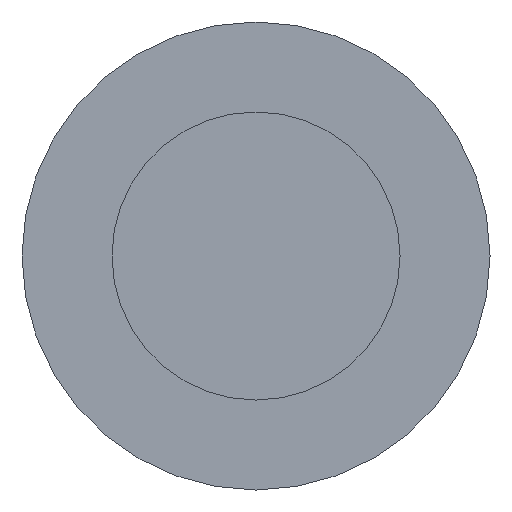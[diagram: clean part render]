
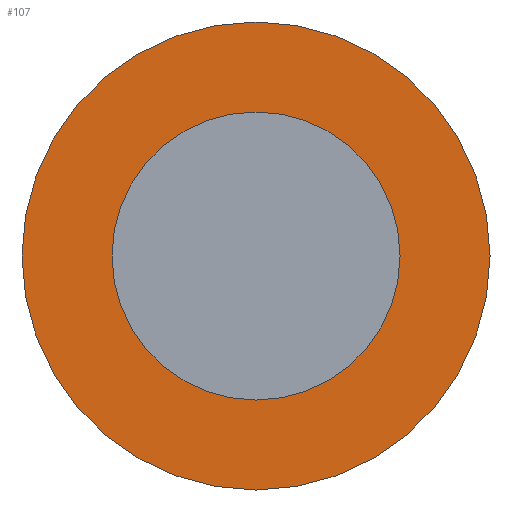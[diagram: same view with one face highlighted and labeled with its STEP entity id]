
A CAD part, left-side view. The second image highlights one B-rep face of the part: STEP entity #107.
In plain terms, the highlighted planar face has unit normal (-1, 0, 0).
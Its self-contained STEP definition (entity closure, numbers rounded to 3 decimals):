
#15=FACE_BOUND('',#44,.T.);
#19=PLANE('',#136);
#35=FACE_OUTER_BOUND('',#43,.T.);
#43=EDGE_LOOP('',(#93));
#44=EDGE_LOOP('',(#94));
#54=CIRCLE('',#134,2.);
#55=CIRCLE('',#137,3.25);
#62=VERTEX_POINT('',#197);
#63=VERTEX_POINT('',#202);
#73=EDGE_CURVE('',#62,#62,#54,.T.);
#74=EDGE_CURVE('',#63,#63,#55,.T.);
#93=ORIENTED_EDGE('',*,*,#74,.T.);
#94=ORIENTED_EDGE('',*,*,#73,.T.);
#107=ADVANCED_FACE('',(#35,#15),#19,.T.);
#134=AXIS2_PLACEMENT_3D('',#199,#165,#166);
#136=AXIS2_PLACEMENT_3D('',#201,#169,#170);
#137=AXIS2_PLACEMENT_3D('',#203,#171,#172);
#165=DIRECTION('center_axis',(1.,0.,0.));
#166=DIRECTION('ref_axis',(0.,-1.,0.));
#169=DIRECTION('center_axis',(-1.,0.,0.));
#170=DIRECTION('ref_axis',(0.,-1.,0.));
#171=DIRECTION('center_axis',(-1.,0.,0.));
#172=DIRECTION('ref_axis',(0.,-1.,0.));
#197=CARTESIAN_POINT('',(97.345,49.904,-3.55));
#199=CARTESIAN_POINT('Origin',(97.345,47.904,-3.55));
#201=CARTESIAN_POINT('Origin',(97.345,47.904,-3.55));
#202=CARTESIAN_POINT('',(97.345,51.154,-3.55));
#203=CARTESIAN_POINT('Origin',(97.345,47.904,-3.55));
